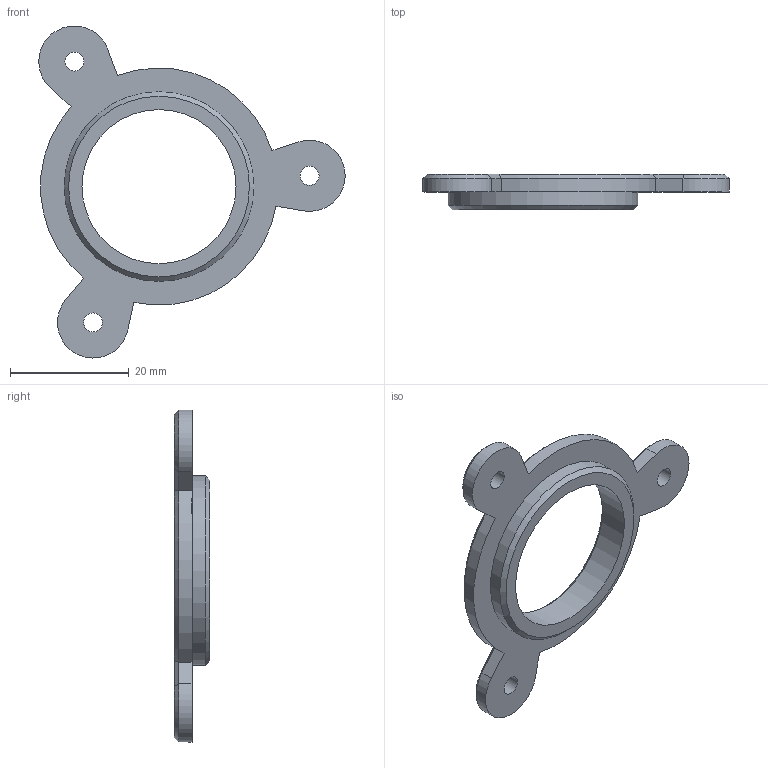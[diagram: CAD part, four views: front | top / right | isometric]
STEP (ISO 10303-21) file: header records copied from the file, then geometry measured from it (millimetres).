
FILE_DESCRIPTION(('FreeCAD Model'),'2;1');
FILE_NAME('Open CASCADE Shape Model','2025-01-15T18:56:29',(''),(''), 'Open CASCADE STEP processor 7.8','FreeCAD','Unknown');
FILE_SCHEMA(('AUTOMOTIVE_DESIGN { 1 0 10303 214 1 1 1 1 }'));
Length unit declared in the file: millimetre
Products named in the file (1): drilling template
Bounding box: 51.7 x 6 x 56.02 mm (x, y, z)
Volume: 3877.6 mm3; surface area: 3394 mm2
Topology: 1 solids, 1 shells, 39 faces, 91 edges, 55 vertices
Faces by surface type: plane 15, cone 13, cylinder 11
Full cylindrical faces by diameter (mm): 3.2 x3, 26 x1, 32 x1
Entity records: 2392 total; most frequent: CARTESIAN_POINT 483, DIRECTION 375, LINE 193, VECTOR 193, ORIENTED_EDGE 182, PCURVE 182, DEFINITIONAL_REPRESENTATION 182, EDGE_CURVE 91
